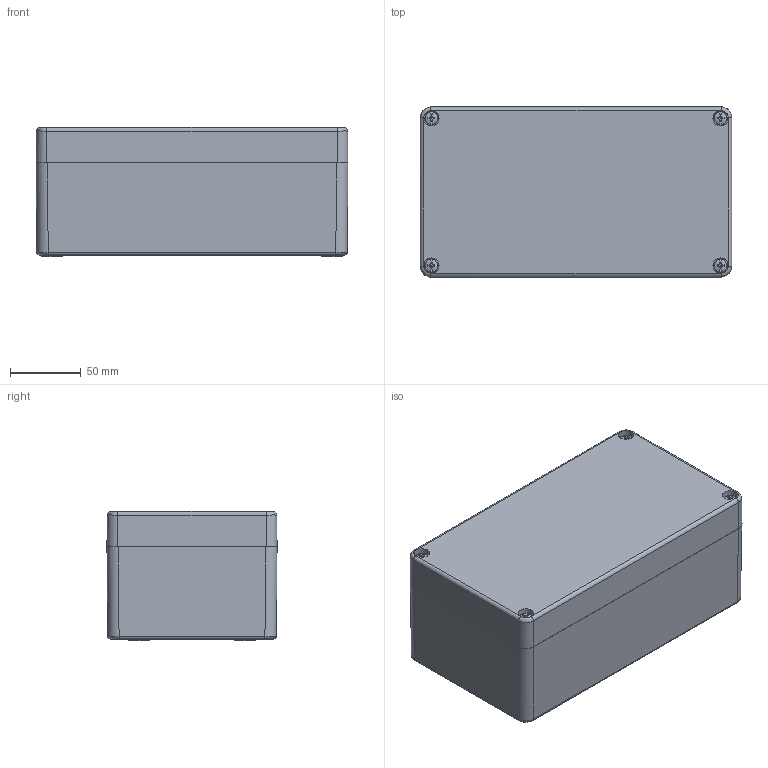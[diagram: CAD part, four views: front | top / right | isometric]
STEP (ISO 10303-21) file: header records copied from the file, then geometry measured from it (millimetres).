
FILE_DESCRIPTION (( 'STEP AP214' ), '1' );
FILE_NAME ('1590ZGRP123BK.STEP', '2021-09-09T11:18:49', ( '' ), ( '' ), 'SwSTEP 2.0', 'SolidWorks 2021', '' );
FILE_SCHEMA (( 'AUTOMOTIVE_DESIGN' ));
Length unit declared in the file: inch
Products named in the file (1): 1590ZGRP123BK
Bounding box: 220 x 120 x 91 mm (x, y, z)
Volume: 567586.3 mm3; surface area: 241736.4 mm2
Topology: 7 solids, 7 shells, 455 faces, 1135 edges, 735 vertices
Faces by surface type: plane 219, cone 92, cylinder 84, bspline 60
Full cylindrical faces by diameter (mm): 3.75 x8, 4.917 x10, 5.28 x4, 5.88 x4, 6 x4, 6.4 x4, 7.2 x4, 10.8 x4
Entity records: 15214 total; most frequent: CARTESIAN_POINT 4830, ORIENTED_EDGE 2108, DIRECTION 2042, EDGE_CURVE 1054, AXIS2_PLACEMENT_3D 780, VERTEX_POINT 724, EDGE_LOOP 584, FACE_OUTER_BOUND 513
